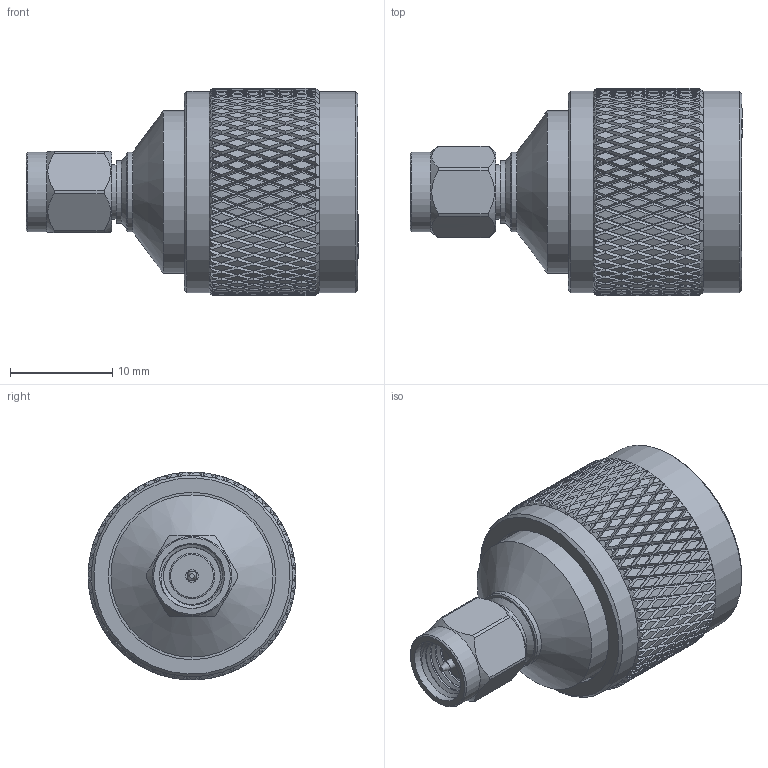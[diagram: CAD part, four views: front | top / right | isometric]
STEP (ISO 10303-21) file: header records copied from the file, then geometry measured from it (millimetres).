
FILE_DESCRIPTION (( 'STEP AP203' ), '1' );
FILE_NAME ('SM4207.step', '2019-12-18T21:09:53', ( '' ), ( '' ), 'SwSTEP 2.0', 'SolidWorks 2018', '' );
FILE_SCHEMA (( 'CONFIG_CONTROL_DESIGN' ));
Length unit declared in the file: inch
Products named in the file (1): SM4207
Bounding box: 32.5 x 20.32 x 20.32 mm (x, y, z)
Volume: 4835.4 mm3; surface area: 3878.4 mm2
Topology: 1 solids, 1 shells, 2298 faces, 4929 edges, 2646 vertices
Faces by surface type: bspline 1768, cylinder 474, plane 37, cone 19
Full cylindrical faces by diameter (mm): 0.94 x1, 1.194 x1, 1.524 x1, 2.794 x1, 4.445 x1, 5.334 x1, 6.096 x1, 6.35 x6, 6.985 x1, 7.762 x1, 7.819 x1, 8.255 x1, 15.875 x6, 16.383 x1, 19.715 x2
Entity records: 84996 total; most frequent: CARTESIAN_POINT 55381, ORIENTED_EDGE 9728, EDGE_CURVE 4864, VERTEX_POINT 2624, EDGE_LOOP 2332, FACE_OUTER_BOUND 2306, ADVANCED_FACE 2287, B_SPLINE_CURVE_WITH_KNOTS 2190
